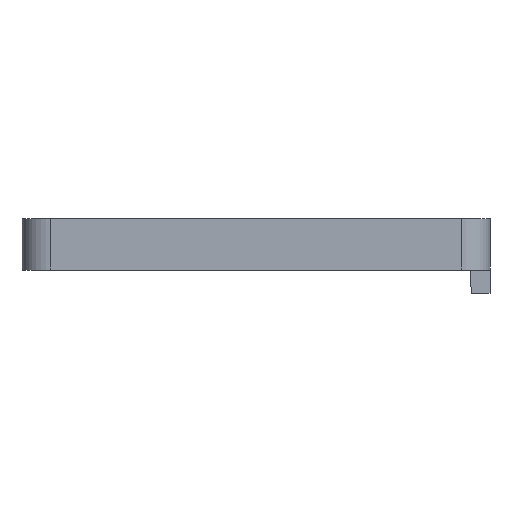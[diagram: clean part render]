
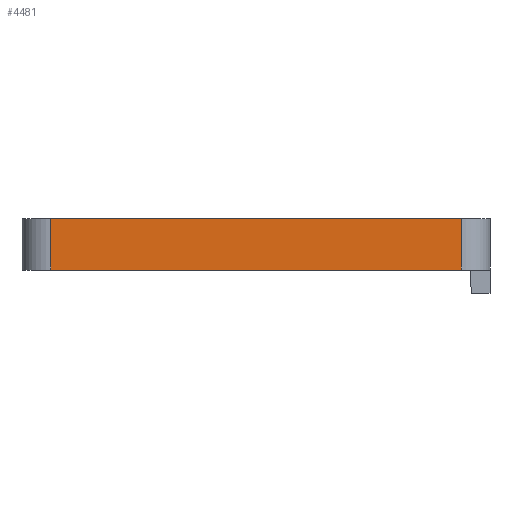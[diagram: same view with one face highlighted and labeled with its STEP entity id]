
A CAD part, front view. The second image highlights one B-rep face of the part: STEP entity #4481.
In plain terms, the highlighted planar face has unit normal (0, -1, 0).
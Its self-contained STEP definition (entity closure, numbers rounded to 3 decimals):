
#2 = CARTESIAN_POINT ( 'NONE',  ( -36., -74., 0.006 ) ) ;
#92 = EDGE_LOOP ( 'NONE', ( #1042, #3767, #2460, #5187 ) ) ;
#484 = DIRECTION ( 'NONE',  ( -1., 0., 0. ) ) ;
#506 = LINE ( 'NONE', #1514, #5158 ) ;
#555 = VECTOR ( 'NONE', #484, 1000. ) ;
#635 = EDGE_CURVE ( 'NONE', #1421, #1094, #1832, .T. ) ;
#704 = CARTESIAN_POINT ( 'NONE',  ( -36., -74., 9.026 ) ) ;
#916 = LINE ( 'NONE', #4627, #1292 ) ;
#979 = AXIS2_PLACEMENT_3D ( 'NONE', #5477, #2280, #3157 ) ;
#1042 = ORIENTED_EDGE ( 'NONE', *, *, #4361, .T. ) ;
#1094 = VERTEX_POINT ( 'NONE', #2 ) ;
#1292 = VECTOR ( 'NONE', #2762, 1000. ) ;
#1421 = VERTEX_POINT ( 'NONE', #4461 ) ;
#1514 = CARTESIAN_POINT ( 'NONE',  ( -34., -74., 9.026 ) ) ;
#1832 = LINE ( 'NONE', #3723, #555 ) ;
#2156 = DIRECTION ( 'NONE',  ( 0., 0., -1. ) ) ;
#2280 = DIRECTION ( 'NONE',  ( 0., 1., 0. ) ) ;
#2367 = DIRECTION ( 'NONE',  ( -1., 0., 0. ) ) ;
#2460 = ORIENTED_EDGE ( 'NONE', *, *, #5337, .T. ) ;
#2535 = CARTESIAN_POINT ( 'NONE',  ( 36., -74., 9.026 ) ) ;
#2762 = DIRECTION ( 'NONE',  ( 0., 0., 1. ) ) ;
#2927 = VERTEX_POINT ( 'NONE', #704 ) ;
#3125 = VECTOR ( 'NONE', #2156, 1000. ) ;
#3157 = DIRECTION ( 'NONE',  ( 0., 0., 1. ) ) ;
#3162 = EDGE_CURVE ( 'NONE', #5033, #2927, #506, .T. ) ;
#3723 = CARTESIAN_POINT ( 'NONE',  ( -34., -74., 0.006 ) ) ;
#3767 = ORIENTED_EDGE ( 'NONE', *, *, #3162, .T. ) ;
#3959 = CARTESIAN_POINT ( 'NONE',  ( -36., -74., 6.2 ) ) ;
#4361 = EDGE_CURVE ( 'NONE', #1421, #5033, #916, .T. ) ;
#4461 = CARTESIAN_POINT ( 'NONE',  ( 36., -74., 0.006 ) ) ;
#4481 = ADVANCED_FACE ( 'NONE', ( #5791 ), #4618, .F. ) ;
#4618 = PLANE ( 'NONE',  #979 ) ;
#4627 = CARTESIAN_POINT ( 'NONE',  ( 36., -74., 6.2 ) ) ;
#5033 = VERTEX_POINT ( 'NONE', #2535 ) ;
#5158 = VECTOR ( 'NONE', #2367, 1000. ) ;
#5187 = ORIENTED_EDGE ( 'NONE', *, *, #635, .F. ) ;
#5337 = EDGE_CURVE ( 'NONE', #2927, #1094, #5873, .T. ) ;
#5477 = CARTESIAN_POINT ( 'NONE',  ( -34., -74., 6.2 ) ) ;
#5791 = FACE_OUTER_BOUND ( 'NONE', #92, .T. ) ;
#5873 = LINE ( 'NONE', #3959, #3125 ) ;
